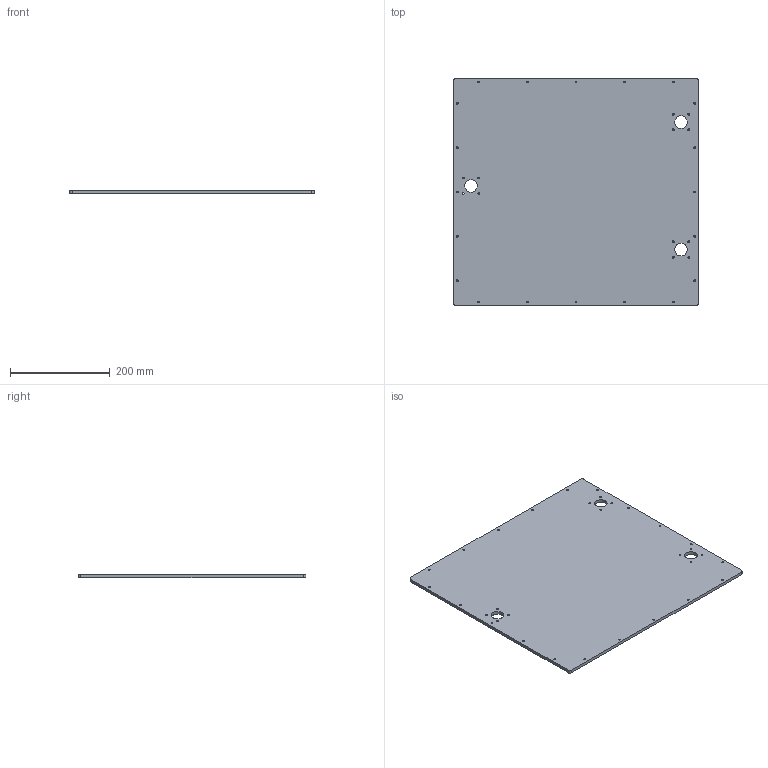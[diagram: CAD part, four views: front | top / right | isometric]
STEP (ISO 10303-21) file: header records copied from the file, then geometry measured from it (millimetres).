
FILE_DESCRIPTION(/* description */ (''),/* implementation_level */ '2;1');
FILE_NAME(/* name */ 'Bottom_Plate.step',/* time_stamp */ '2019-01-15T02:29:47+01:00',/* author */ (''),/* organization */ (''),/* preprocessor_version */ 'ST-DEVELOPER v17.2',/* originating_system */ 'Autodesk Translation Framework v7.6.0.251',/* authorisation */ '');
FILE_SCHEMA (('AUTOMOTIVE_DESIGN { 1 0 10303 214 3 1 1 }'));
Length unit declared in the file: millimetre
Products named in the file (2): RailCore II 300ZL v6_300ZL Bottom Panel v1; Component2
Assembly tree (1 placements, depth 2):
  RailCore II 300ZL v6_300ZL Bottom Panel v1
    Component2
Bounding box: 490 x 455 x 6.35 mm (x, y, z)
Volume: 1404290.1 mm3; surface area: 457973.6 mm2
Topology: 1 solids, 1 shells, 45 faces, 129 edges, 86 vertices
Faces by surface type: cylinder 39, plane 6
Full cylindrical faces by diameter (mm): 3.5 x32, 25 x3
Entity records: 1714 total; most frequent: DIRECTION 303, CARTESIAN_POINT 263, ORIENTED_EDGE 258, EDGE_CURVE 129, AXIS2_PLACEMENT_3D 126, EDGE_LOOP 115, VERTEX_POINT 86, CIRCLE 78
